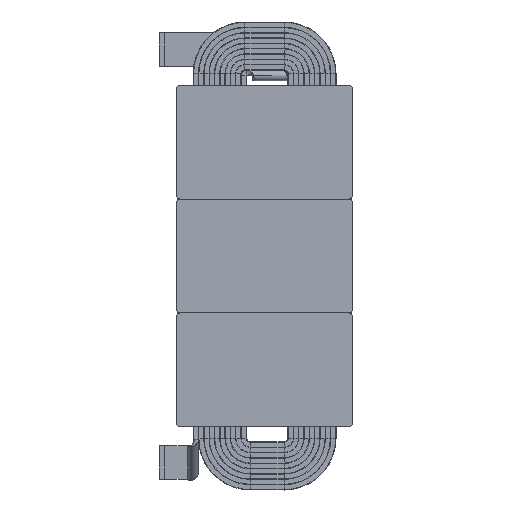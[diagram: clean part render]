
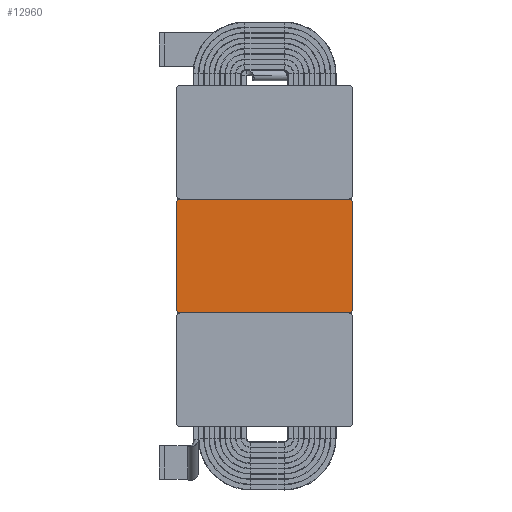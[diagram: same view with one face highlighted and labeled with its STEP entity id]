
A CAD part, front view. The second image highlights one B-rep face of the part: STEP entity #12960.
In plain terms, the highlighted planar face has unit normal (0, -1, 0).
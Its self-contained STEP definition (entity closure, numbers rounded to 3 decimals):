
#63 = DIRECTION ( 'NONE',  ( 0., 0., -1. ) ) ;
#78 = LINE ( 'NONE', #5018, #16418 ) ;
#584 = EDGE_LOOP ( 'NONE', ( #17897, #18221, #10075, #1025, #10882, #20595, #16691, #6871 ) ) ;
#804 = AXIS2_PLACEMENT_3D ( 'NONE', #9803, #16864, #2700 ) ;
#1025 = ORIENTED_EDGE ( 'NONE', *, *, #7875, .T. ) ;
#1616 = VERTEX_POINT ( 'NONE', #13418 ) ;
#2618 = DIRECTION ( 'NONE',  ( 0., 0., -1. ) ) ;
#2700 = DIRECTION ( 'NONE',  ( 0., 0., -1. ) ) ;
#2862 = CIRCLE ( 'NONE', #804, 1. ) ;
#3089 = CARTESIAN_POINT ( 'NONE',  ( -21.6, 0., -12.95 ) ) ;
#3544 = DIRECTION ( 'NONE',  ( 0., 0., -1. ) ) ;
#3957 = CARTESIAN_POINT ( 'NONE',  ( 0., 0., 0. ) ) ;
#4016 = CIRCLE ( 'NONE', #8274, 1. ) ;
#4088 = VERTEX_POINT ( 'NONE', #20140 ) ;
#4565 = CARTESIAN_POINT ( 'NONE',  ( 21.6, 0., 12.95 ) ) ;
#4724 = CARTESIAN_POINT ( 'NONE',  ( -21.6, 0., 13.95 ) ) ;
#4887 = CARTESIAN_POINT ( 'NONE',  ( -20.6, 0., -13.95 ) ) ;
#5018 = CARTESIAN_POINT ( 'NONE',  ( -21.6, 0., -13.95 ) ) ;
#5082 = VECTOR ( 'NONE', #22134, 1000. ) ;
#5655 = VERTEX_POINT ( 'NONE', #14732 ) ;
#6049 = VECTOR ( 'NONE', #11011, 1000. ) ;
#6770 = VERTEX_POINT ( 'NONE', #3089 ) ;
#6820 = AXIS2_PLACEMENT_3D ( 'NONE', #3957, #11077, #17805 ) ;
#6871 = ORIENTED_EDGE ( 'NONE', *, *, #14248, .T. ) ;
#6933 = DIRECTION ( 'NONE',  ( -1., 0., 0. ) ) ;
#6986 = LINE ( 'NONE', #4724, #5082 ) ;
#7757 = CARTESIAN_POINT ( 'NONE',  ( -21.6, 0., 12.95 ) ) ;
#7805 = VECTOR ( 'NONE', #3544, 1000. ) ;
#7875 = EDGE_CURVE ( 'NONE', #6770, #19488, #2862, .T. ) ;
#7997 = EDGE_CURVE ( 'NONE', #19447, #4088, #14096, .T. ) ;
#8274 = AXIS2_PLACEMENT_3D ( 'NONE', #10524, #21129, #63 ) ;
#9803 = CARTESIAN_POINT ( 'NONE',  ( -20.6, 0., -12.95 ) ) ;
#10075 = ORIENTED_EDGE ( 'NONE', *, *, #11205, .F. ) ;
#10524 = CARTESIAN_POINT ( 'NONE',  ( -20.6, 0., 12.95 ) ) ;
#10882 = ORIENTED_EDGE ( 'NONE', *, *, #20151, .F. ) ;
#11011 = DIRECTION ( 'NONE',  ( 1., 0., 0. ) ) ;
#11077 = DIRECTION ( 'NONE',  ( 0., -1., 0. ) ) ;
#11205 = EDGE_CURVE ( 'NONE', #6770, #17703, #6986, .T. ) ;
#12564 = EDGE_CURVE ( 'NONE', #13061, #5655, #19326, .T. ) ;
#12960 = ADVANCED_FACE ( 'NONE', ( #13940 ), #14460, .T. ) ;
#13061 = VERTEX_POINT ( 'NONE', #14964 ) ;
#13104 = DIRECTION ( 'NONE',  ( 0., -1., 0. ) ) ;
#13418 = CARTESIAN_POINT ( 'NONE',  ( 20.6, 0., -13.95 ) ) ;
#13527 = EDGE_CURVE ( 'NONE', #13061, #17703, #4016, .T. ) ;
#13940 = FACE_OUTER_BOUND ( 'NONE', #584, .T. ) ;
#14017 = CARTESIAN_POINT ( 'NONE',  ( 21.6, 0., 13.95 ) ) ;
#14096 = LINE ( 'NONE', #14017, #7805 ) ;
#14248 = EDGE_CURVE ( 'NONE', #19447, #5655, #22023, .T. ) ;
#14460 = PLANE ( 'NONE',  #6820 ) ;
#14467 = CARTESIAN_POINT ( 'NONE',  ( -21.6, 0., 13.95 ) ) ;
#14732 = CARTESIAN_POINT ( 'NONE',  ( 20.6, 0., 13.95 ) ) ;
#14964 = CARTESIAN_POINT ( 'NONE',  ( -20.6, 0., 13.95 ) ) ;
#16067 = EDGE_CURVE ( 'NONE', #1616, #4088, #21862, .T. ) ;
#16418 = VECTOR ( 'NONE', #6933, 1000. ) ;
#16691 = ORIENTED_EDGE ( 'NONE', *, *, #7997, .F. ) ;
#16859 = CARTESIAN_POINT ( 'NONE',  ( 20.6, 0., 12.95 ) ) ;
#16864 = DIRECTION ( 'NONE',  ( 0., -1., 0. ) ) ;
#17703 = VERTEX_POINT ( 'NONE', #7757 ) ;
#17805 = DIRECTION ( 'NONE',  ( 0., 0., -1. ) ) ;
#17897 = ORIENTED_EDGE ( 'NONE', *, *, #12564, .F. ) ;
#18221 = ORIENTED_EDGE ( 'NONE', *, *, #13527, .T. ) ;
#18579 = DIRECTION ( 'NONE',  ( 0., 0., -1. ) ) ;
#19326 = LINE ( 'NONE', #14467, #6049 ) ;
#19447 = VERTEX_POINT ( 'NONE', #4565 ) ;
#19488 = VERTEX_POINT ( 'NONE', #4887 ) ;
#19525 = AXIS2_PLACEMENT_3D ( 'NONE', #19964, #13104, #2618 ) ;
#19964 = CARTESIAN_POINT ( 'NONE',  ( 20.6, 0., -12.95 ) ) ;
#20140 = CARTESIAN_POINT ( 'NONE',  ( 21.6, 0., -12.95 ) ) ;
#20151 = EDGE_CURVE ( 'NONE', #1616, #19488, #78, .T. ) ;
#20407 = DIRECTION ( 'NONE',  ( 0., -1., 0. ) ) ;
#20595 = ORIENTED_EDGE ( 'NONE', *, *, #16067, .T. ) ;
#21129 = DIRECTION ( 'NONE',  ( 0., -1., 0. ) ) ;
#21862 = CIRCLE ( 'NONE', #19525, 1. ) ;
#22023 = CIRCLE ( 'NONE', #22524, 1. ) ;
#22134 = DIRECTION ( 'NONE',  ( 0., 0., 1. ) ) ;
#22524 = AXIS2_PLACEMENT_3D ( 'NONE', #16859, #20407, #18579 ) ;
